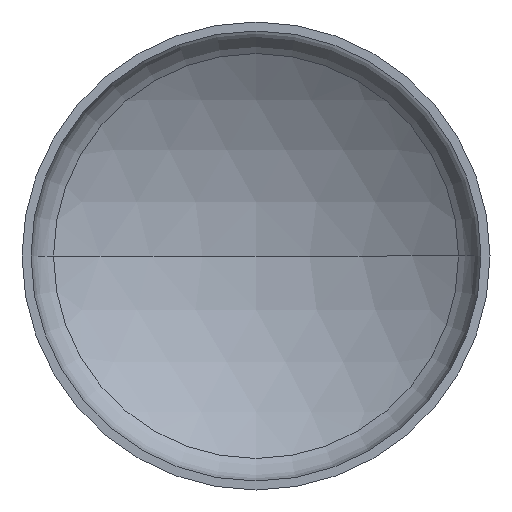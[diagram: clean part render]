
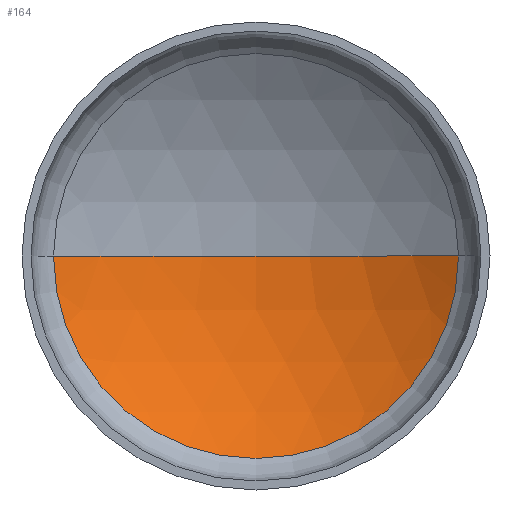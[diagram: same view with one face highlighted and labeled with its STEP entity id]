
A CAD part, front view. The second image highlights one B-rep face of the part: STEP entity #164.
In plain terms, the highlighted spherical face has radius 79.2 mm.
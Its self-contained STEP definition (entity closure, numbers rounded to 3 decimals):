
#13 = ORIENTED_EDGE ( 'NONE', *, *, #128, .F. ) ;
#23 = DIRECTION ( 'NONE',  ( 0., 0., -1. ) ) ;
#27 = CARTESIAN_POINT ( 'NONE',  ( 0., 24., 0. ) ) ;
#33 = DIRECTION ( 'NONE',  ( 0., 0., 1. ) ) ;
#44 = EDGE_CURVE ( 'NONE', #277, #220, #260, .T. ) ;
#47 = AXIS2_PLACEMENT_3D ( 'NONE', #407, #90, #278 ) ;
#48 = DIRECTION ( 'NONE',  ( -1., 0., 0. ) ) ;
#70 = AXIS2_PLACEMENT_3D ( 'NONE', #293, #33, #326 ) ;
#75 = VERTEX_POINT ( 'NONE', #27 ) ;
#90 = DIRECTION ( 'NONE',  ( 0., 1., 0. ) ) ;
#105 = AXIS2_PLACEMENT_3D ( 'NONE', #313, #250, #48 ) ;
#120 = FACE_OUTER_BOUND ( 'NONE', #331, .T. ) ;
#124 = DIRECTION ( 'NONE',  ( -1., 0., 0. ) ) ;
#128 = EDGE_CURVE ( 'NONE', #220, #75, #404, .T. ) ;
#160 = CIRCLE ( 'NONE', #70, 79.2 ) ;
#164 = ADVANCED_FACE ( 'NONE', ( #120 ), #253, .F. ) ;
#173 = CARTESIAN_POINT ( 'NONE',  ( 44.989, 9.981, 0. ) ) ;
#189 = ORIENTED_EDGE ( 'NONE', *, *, #357, .T. ) ;
#191 = CARTESIAN_POINT ( 'NONE',  ( -44.989, 9.981, 0. ) ) ;
#220 = VERTEX_POINT ( 'NONE', #191 ) ;
#224 = ORIENTED_EDGE ( 'NONE', *, *, #44, .F. ) ;
#250 = DIRECTION ( 'NONE',  ( 0., 0., 1. ) ) ;
#253 = SPHERICAL_SURFACE ( 'NONE', #105, 79.2 ) ;
#260 = CIRCLE ( 'NONE', #47, 44.989 ) ;
#277 = VERTEX_POINT ( 'NONE', #173 ) ;
#278 = DIRECTION ( 'NONE',  ( -1., 0., 0. ) ) ;
#293 = CARTESIAN_POINT ( 'NONE',  ( 0., -55.2, 0. ) ) ;
#313 = CARTESIAN_POINT ( 'NONE',  ( 0., -55.2, 0. ) ) ;
#326 = DIRECTION ( 'NONE',  ( 1., 0., 0. ) ) ;
#331 = EDGE_LOOP ( 'NONE', ( #224, #189, #13 ) ) ;
#340 = CARTESIAN_POINT ( 'NONE',  ( 0., -55.2, 0. ) ) ;
#354 = AXIS2_PLACEMENT_3D ( 'NONE', #340, #23, #124 ) ;
#357 = EDGE_CURVE ( 'NONE', #277, #75, #160, .T. ) ;
#404 = CIRCLE ( 'NONE', #354, 79.2 ) ;
#407 = CARTESIAN_POINT ( 'NONE',  ( 0., 9.981, 0. ) ) ;
